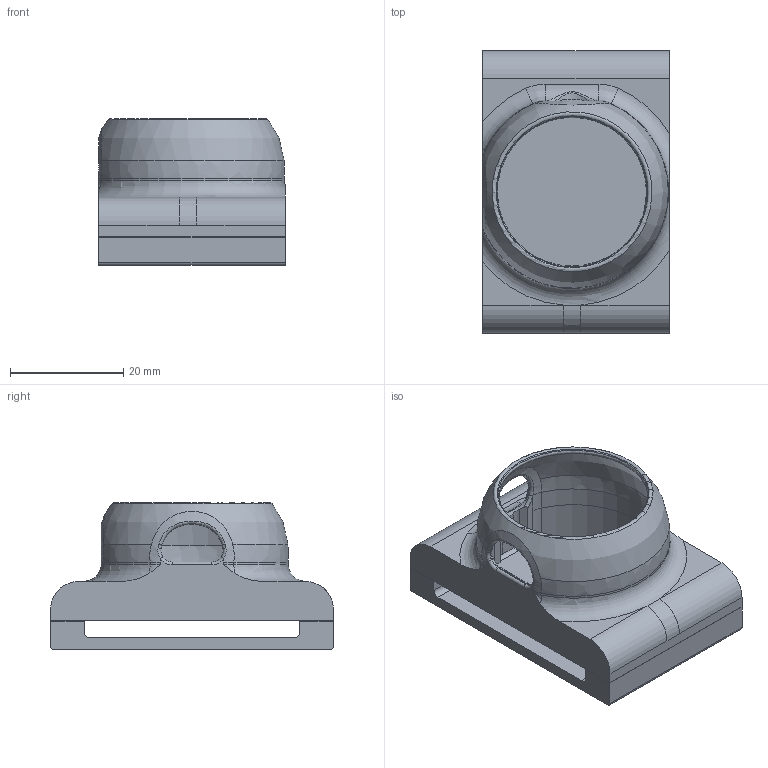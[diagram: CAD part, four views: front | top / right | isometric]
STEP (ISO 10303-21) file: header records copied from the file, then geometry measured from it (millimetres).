
FILE_DESCRIPTION(/* description */ ('STEP AP242 Edition 2','CAx-IF Rec.Pracs.---Representation and Presentation of Product Manufacturing Information (PMI)---4.0---2014-10-13','CAx-IF Rec.Pracs.---3D Tessellated Geometry---0.4---2014-09-14','2;1','CAx-IF Rec.Pracs.---User Defined Attributes---1.5---2016-08-15'),/* implementation_level */ '2;1');
FILE_NAME(/* name */ '69872135e881a3d28d267c3b',/* time_stamp */ '2026-02-07T11:25:43Z',/* author */ (''),/* organization */ (''),/* preprocessor_version */ 'ST-DEVELOPER v20',/* originating_system */ 'ONSHAPE BY PTC INC, 1.210',/* authorisation */ ' ');
FILE_SCHEMA (('AP242_MANAGED_MODEL_BASED_3D_ENGINEERING_MIM_LF { 1 0 10303 442 3 1 4 }'));
Length unit declared in the file: metre
Products named in the file (2): Part 7; Part 6
Bounding box: 33 x 50 x 25.87 mm (x, y, z)
Volume: 11794.6 mm3; surface area: 10181.9 mm2
Topology: 2 solids, 2 shells, 132 faces, 329 edges, 200 vertices
Faces by surface type: cylinder 45, plane 35, bspline 35, torus 16, cone 1
Full cylindrical faces by diameter (mm): 1.2 x4, 1.6 x4, 3.5 x4, 8.948 x1
Entity records: 4885 total; most frequent: CARTESIAN_POINT 2061, ORIENTED_EDGE 590, DIRECTION 513, EDGE_CURVE 295, AXIS2_PLACEMENT_3D 207, VERTEX_POINT 192, EDGE_LOOP 171, FACE_BOUND 171
